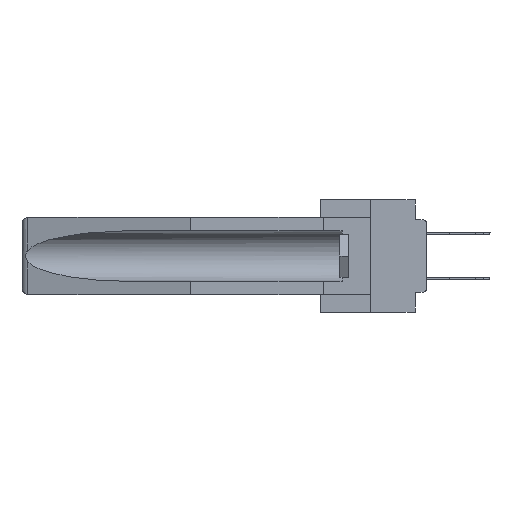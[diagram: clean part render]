
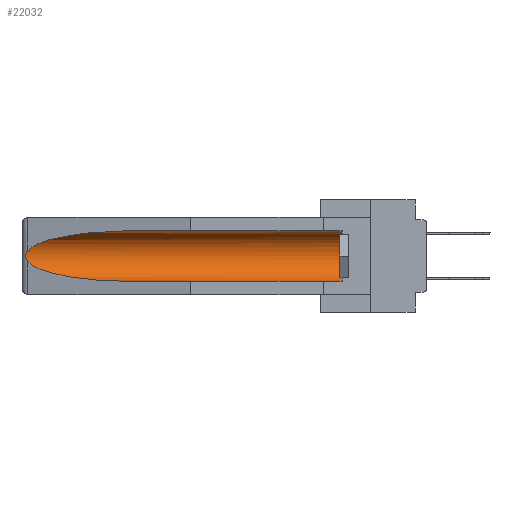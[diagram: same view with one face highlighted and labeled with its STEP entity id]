
A CAD part, left-side view. The second image highlights one B-rep face of the part: STEP entity #22032.
In plain terms, the highlighted cylindrical face has radius 2.857 mm (diameter 5.715 mm), a partial arc.
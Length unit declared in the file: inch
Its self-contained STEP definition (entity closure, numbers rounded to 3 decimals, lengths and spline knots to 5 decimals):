
#742 = CARTESIAN_POINT ( 'NONE',  ( 0.26654, 1.53092, -0.15636 ) ) ;
#1356 = DIRECTION ( 'NONE',  ( 0., 1., 0. ) ) ;
#2044 = ORIENTED_EDGE ( 'NONE', *, *, #29477, .T. ) ;
#2632 =( BOUNDED_CURVE ( )  B_SPLINE_CURVE ( 3, ( #19122, #21541, #7240, #21965 ),
 .UNSPECIFIED., .F., .F. ) 
 B_SPLINE_CURVE_WITH_KNOTS ( ( 4, 4 ),
 ( 0.1948, 1.5708 ),
 .UNSPECIFIED. ) 
 CURVE ( )  GEOMETRIC_REPRESENTATION_ITEM ( )  RATIONAL_B_SPLINE_CURVE ( ( 1., 0.848, 0.848, 1. ) ) 
 REPRESENTATION_ITEM ( '' )  );
#2771 = DIRECTION ( 'NONE',  ( 0., 1., 0. ) ) ;
#3567 = EDGE_CURVE ( 'NONE', #18973, #10309, #7283, .T. ) ;
#3652 = CARTESIAN_POINT ( 'NONE',  ( 0.155, 1.07973, -0.284 ) ) ;
#4913 = ORIENTED_EDGE ( 'NONE', *, *, #11791, .T. ) ;
#5036 = ORIENTED_EDGE ( 'NONE', *, *, #20955, .T. ) ;
#5205 = CIRCLE ( 'NONE', #7316, 0.1125 ) ;
#6306 = VECTOR ( 'NONE', #27089, 39.37008 ) ;
#6786 = VERTEX_POINT ( 'NONE', #3652 ) ;
#7053 = FACE_OUTER_BOUND ( 'NONE', #9388, .T. ) ;
#7240 = CARTESIAN_POINT ( 'NONE',  ( 0.21114, 1.30732, -0.284 ) ) ;
#7283 = B_SPLINE_CURVE_WITH_KNOTS ( 'NONE', 3,
 ( #27105, #27422, #742, #19891, #17702, #7929, #10355, #20200, #24870, #12830 ),
 .UNSPECIFIED., .F., .F.,
 ( 4, 2, 2, 2, 4 ),
 ( 0., 0.00029, 0.00058, 0.00087, 0.00117 ),
 .UNSPECIFIED. ) ;
#7316 = AXIS2_PLACEMENT_3D ( 'NONE', #12908, #10736, #27701 ) ;
#7505 = ORIENTED_EDGE ( 'NONE', *, *, #22442, .T. ) ;
#7929 = CARTESIAN_POINT ( 'NONE',  ( 0.2675, 1.53308, -0.17534 ) ) ;
#8692 = VERTEX_POINT ( 'NONE', #15887 ) ;
#9388 = EDGE_LOOP ( 'NONE', ( #2044, #29461, #7505, #27907, #5036, #4913 ) ) ;
#10309 = VERTEX_POINT ( 'NONE', #26317 ) ;
#10355 = CARTESIAN_POINT ( 'NONE',  ( 0.2673, 1.53269, -0.17917 ) ) ;
#10736 = DIRECTION ( 'NONE',  ( 0., -1., 0. ) ) ;
#10855 = LINE ( 'NONE', #26883, #6306 ) ;
#10984 = CARTESIAN_POINT ( 'NONE',  ( 0.155, -0.30754, -0.1715 ) ) ;
#11471 = CARTESIAN_POINT ( 'NONE',  ( 0.155, 1.07973, -0.059 ) ) ;
#11791 = EDGE_CURVE ( 'NONE', #8692, #16696, #10855, .T. ) ;
#12830 = CARTESIAN_POINT ( 'NONE',  ( 0.26537, 1.52718, -0.19328 ) ) ;
#12908 = CARTESIAN_POINT ( 'NONE',  ( 0.155, 0.126, -0.1715 ) ) ;
#15887 = CARTESIAN_POINT ( 'NONE',  ( 0.155, 0.126, -0.059 ) ) ;
#16696 = VERTEX_POINT ( 'NONE', #11471 ) ;
#16816 =( BOUNDED_CURVE ( )  B_SPLINE_CURVE ( 3, ( #24550, #17280, #26785, #22116 ),
 .UNSPECIFIED., .F., .F. ) 
 B_SPLINE_CURVE_WITH_KNOTS ( ( 4, 4 ),
 ( 4.71239, 6.08839 ),
 .UNSPECIFIED. ) 
 CURVE ( )  GEOMETRIC_REPRESENTATION_ITEM ( )  RATIONAL_B_SPLINE_CURVE ( ( 1., 0.848, 0.848, 1. ) ) 
 REPRESENTATION_ITEM ( '' )  );
#16976 = EDGE_CURVE ( 'NONE', #20945, #6786, #24343, .T. ) ;
#17280 = CARTESIAN_POINT ( 'NONE',  ( 0.21114, 1.30732, -0.059 ) ) ;
#17702 = CARTESIAN_POINT ( 'NONE',  ( 0.2675, 1.53308, -0.16763 ) ) ;
#18754 = AXIS2_PLACEMENT_3D ( 'NONE', #10984, #1356, #30147 ) ;
#18973 = VERTEX_POINT ( 'NONE', #24282 ) ;
#19122 = CARTESIAN_POINT ( 'NONE',  ( 0.26537, 1.52718, -0.19328 ) ) ;
#19891 = CARTESIAN_POINT ( 'NONE',  ( 0.2673, 1.5327, -0.16383 ) ) ;
#20200 = CARTESIAN_POINT ( 'NONE',  ( 0.26655, 1.53094, -0.18657 ) ) ;
#20945 = VERTEX_POINT ( 'NONE', #22496 ) ;
#20955 = EDGE_CURVE ( 'NONE', #20945, #8692, #5205, .T. ) ;
#21541 = CARTESIAN_POINT ( 'NONE',  ( 0.25451, 1.48313, -0.24835 ) ) ;
#21965 = CARTESIAN_POINT ( 'NONE',  ( 0.155, 1.07973, -0.284 ) ) ;
#22032 = ADVANCED_FACE ( 'NONE', ( #7053 ), #28681, .F. ) ;
#22116 = CARTESIAN_POINT ( 'NONE',  ( 0.26537, 1.52718, -0.14972 ) ) ;
#22442 = EDGE_CURVE ( 'NONE', #10309, #6786, #2632, .T. ) ;
#22496 = CARTESIAN_POINT ( 'NONE',  ( 0.155, 0.126, -0.284 ) ) ;
#24282 = CARTESIAN_POINT ( 'NONE',  ( 0.26537, 1.52718, -0.14972 ) ) ;
#24343 = LINE ( 'NONE', #27447, #31133 ) ;
#24550 = CARTESIAN_POINT ( 'NONE',  ( 0.155, 1.07973, -0.059 ) ) ;
#24870 = CARTESIAN_POINT ( 'NONE',  ( 0.26597, 1.5296, -0.19026 ) ) ;
#26317 = CARTESIAN_POINT ( 'NONE',  ( 0.26537, 1.52718, -0.19328 ) ) ;
#26785 = CARTESIAN_POINT ( 'NONE',  ( 0.25451, 1.48313, -0.09465 ) ) ;
#26883 = CARTESIAN_POINT ( 'NONE',  ( 0.155, -0.30754, -0.059 ) ) ;
#27089 = DIRECTION ( 'NONE',  ( 0., 1., 0. ) ) ;
#27105 = CARTESIAN_POINT ( 'NONE',  ( 0.26537, 1.52718, -0.14972 ) ) ;
#27422 = CARTESIAN_POINT ( 'NONE',  ( 0.26597, 1.52961, -0.15275 ) ) ;
#27447 = CARTESIAN_POINT ( 'NONE',  ( 0.155, -0.30754, -0.284 ) ) ;
#27701 = DIRECTION ( 'NONE',  ( 0., 0., 1. ) ) ;
#27907 = ORIENTED_EDGE ( 'NONE', *, *, #16976, .F. ) ;
#28681 = CYLINDRICAL_SURFACE ( 'NONE', #18754, 0.1125 ) ;
#29461 = ORIENTED_EDGE ( 'NONE', *, *, #3567, .T. ) ;
#29477 = EDGE_CURVE ( 'NONE', #16696, #18973, #16816, .T. ) ;
#30147 = DIRECTION ( 'NONE',  ( 0., 0., 1. ) ) ;
#31133 = VECTOR ( 'NONE', #2771, 39.37008 ) ;
